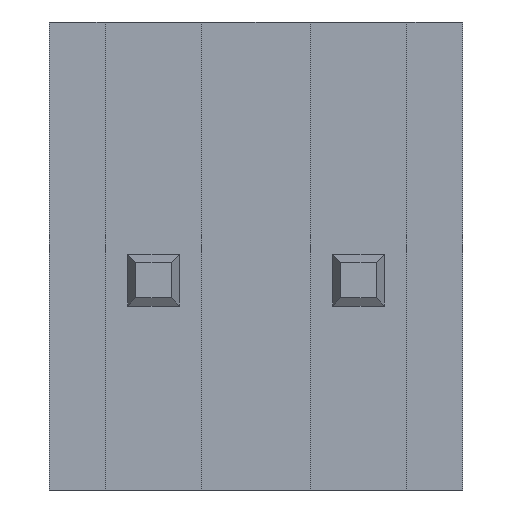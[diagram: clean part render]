
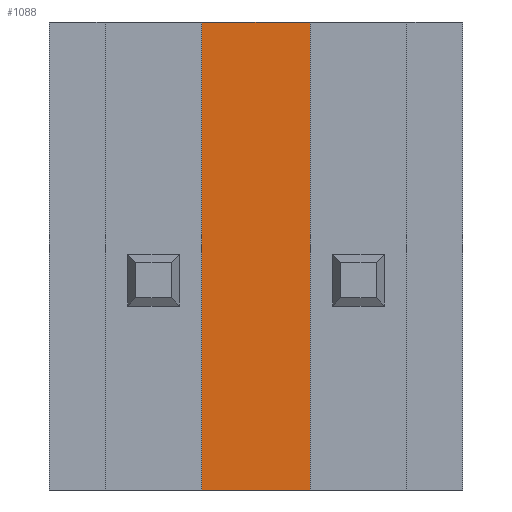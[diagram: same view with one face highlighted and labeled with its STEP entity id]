
A CAD part, front view. The second image highlights one B-rep face of the part: STEP entity #1088.
In plain terms, the highlighted planar face has unit normal (0, -1, 0).
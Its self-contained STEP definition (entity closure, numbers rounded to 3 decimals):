
#31=DIRECTION('',(1.,0.,0.));
#32=VECTOR('',#31,1.34);
#33=CARTESIAN_POINT('',(-0.67,-3.2,0.));
#34=LINE('',#33,#32);
#205=DIRECTION('',(1.,0.,0.));
#206=VECTOR('',#205,1.34);
#207=CARTESIAN_POINT('',(-0.67,-3.2,5.8));
#208=LINE('',#207,#206);
#277=DIRECTION('',(0.,0.,1.));
#278=VECTOR('',#277,5.8);
#279=CARTESIAN_POINT('',(0.67,-3.2,0.));
#280=LINE('',#279,#278);
#281=DIRECTION('',(0.,0.,1.));
#282=VECTOR('',#281,5.8);
#283=CARTESIAN_POINT('',(-0.67,-3.2,0.));
#284=LINE('',#283,#282);
#577=CARTESIAN_POINT('',(-0.67,-3.2,0.));
#579=VERTEX_POINT('',#577);
#585=CARTESIAN_POINT('',(-0.67,-3.2,5.8));
#587=VERTEX_POINT('',#585);
#667=CARTESIAN_POINT('',(0.67,-3.2,0.));
#668=VERTEX_POINT('',#667);
#675=CARTESIAN_POINT('',(0.67,-3.2,5.8));
#676=VERTEX_POINT('',#675);
#1076=CARTESIAN_POINT('',(-2.56,-3.2,0.));
#1077=DIRECTION('',(0.,-1.,0.));
#1078=DIRECTION('',(1.,0.,0.));
#1079=AXIS2_PLACEMENT_3D('',#1076,#1077,#1078);
#1080=PLANE('',#1079);
#1081=ORIENTED_EDGE('',*,*,#1044,.F.);
#1082=ORIENTED_EDGE('',*,*,#764,.F.);
#1084=ORIENTED_EDGE('',*,*,#1083,.T.);
#1085=ORIENTED_EDGE('',*,*,#983,.T.);
#1086=EDGE_LOOP('',(#1081,#1082,#1084,#1085));
#1087=FACE_OUTER_BOUND('',#1086,.F.);
#764=EDGE_CURVE('',#579,#668,#34,.T.);
#983=EDGE_CURVE('',#587,#676,#208,.T.);
#1044=EDGE_CURVE('',#668,#676,#280,.T.);
#1083=EDGE_CURVE('',#579,#587,#284,.T.);
#1088=ADVANCED_FACE('',(#1087),#1080,.T.);
